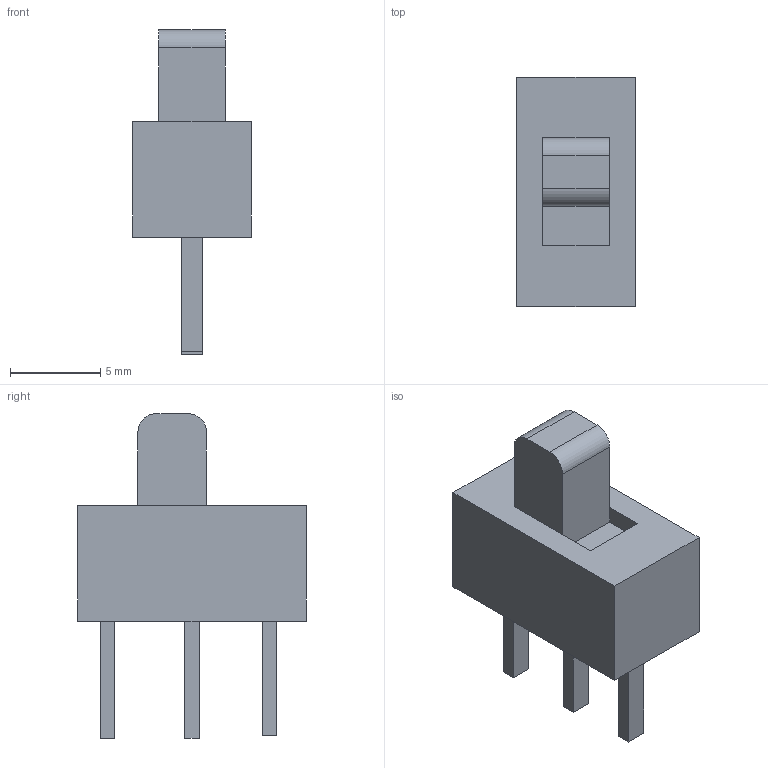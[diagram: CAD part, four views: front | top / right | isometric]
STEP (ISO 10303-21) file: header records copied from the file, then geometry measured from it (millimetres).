
FILE_DESCRIPTION(/* description */ (''),/* implementation_level */ '2;1');
FILE_NAME(/* name */ 'Switch.step',/* time_stamp */ '2021-03-16T18:59:39+01:00',/* author */ (''),/* organization */ (''),/* preprocessor_version */ 'ST-DEVELOPER v18.1',/* originating_system */ 'Autodesk Translation Framework v9.7.0.1280',/* authorisation */ '');
FILE_SCHEMA (('AUTOMOTIVE_DESIGN { 1 0 10303 214 3 1 1 }'));
Length unit declared in the file: millimetre
Products named in the file (2): Switch na CS; Component1
Assembly tree (1 placements, depth 2):
  Switch na CS
    Component1
Bounding box: 6.6 x 12.7 x 18 mm (x, y, z)
Volume: 617 mm3; surface area: 576.4 mm2
Topology: 1 solids, 1 shells, 32 faces, 76 edges, 50 vertices
Faces by surface type: plane 30, cylinder 2
Entity records: 961 total; most frequent: CARTESIAN_POINT 161, ORIENTED_EDGE 152, DIRECTION 150, EDGE_CURVE 76, LINE 72, VECTOR 72, VERTEX_POINT 50, AXIS2_PLACEMENT_3D 39
